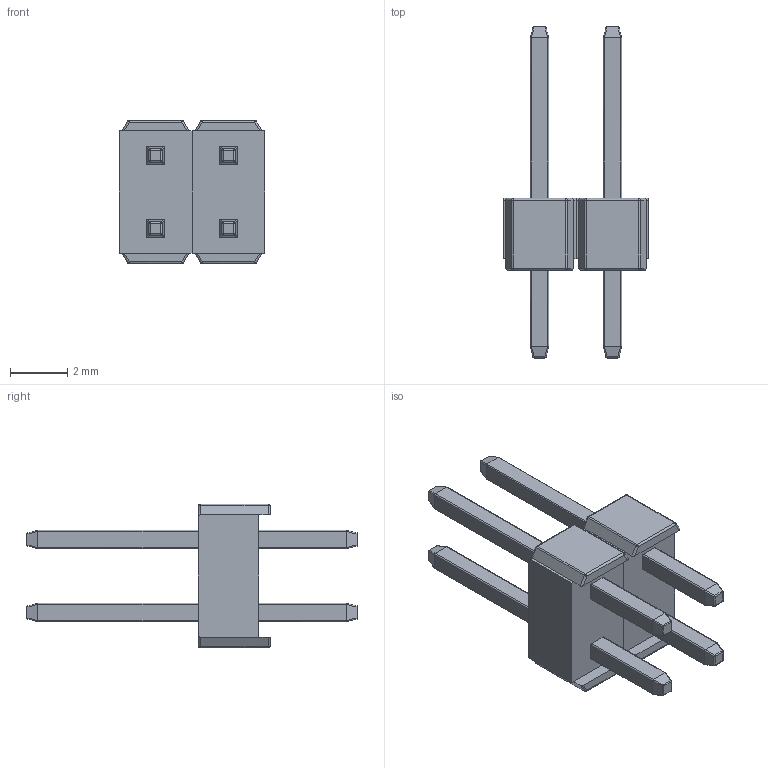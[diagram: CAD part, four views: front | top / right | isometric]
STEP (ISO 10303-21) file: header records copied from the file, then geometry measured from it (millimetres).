
FILE_DESCRIPTION(/* description */ ('STEP AP242','CAx-IF Rec.Pracs.---Representation and Presentation of Product Manufacturing Information (PMI)---4.0---2014-10-13','CAx-IF Rec.Pracs.---3D Tessellated Geometry---0.4---2014-09-14','2;1'),/* implementation_level */ '2;1');
FILE_NAME(/* name */ '61a559082305e756e78f4481',/* time_stamp */ '2021-11-29T22:49:45+00:00',/* author */ (''),/* organization */ (''),/* preprocessor_version */ 'ST-DEVELOPER v18.1',/* originating_system */ ' ',/* authorisation */ ' ');
FILE_SCHEMA (('AP242_MANAGED_MODEL_BASED_3D_ENGINEERING_MIM_LF { 1 0 10303 442 1 1 4 }'));
Length unit declared in the file: metre
Products named in the file (10): PH2-04-UA
Bounding box: 5.08 x 11.55 x 5 mm (x, y, z)
Volume: 68.3 mm3; surface area: 253.7 mm2
Topology: 10 solids, 10 shells, 364 faces, 888 edges, 496 vertices
Faces by surface type: cylinder 168, plane 132, sphere 32, torus 16, bspline 16
Entity records: 10676 total; most frequent: CARTESIAN_POINT 2114, DIRECTION 1844, ORIENTED_EDGE 1680, EDGE_CURVE 840, AXIS2_PLACEMENT_3D 690, VERTEX_POINT 496, LINE 464, VECTOR 464
